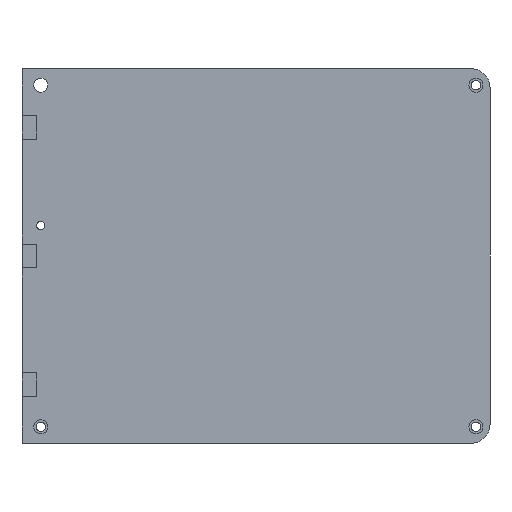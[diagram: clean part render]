
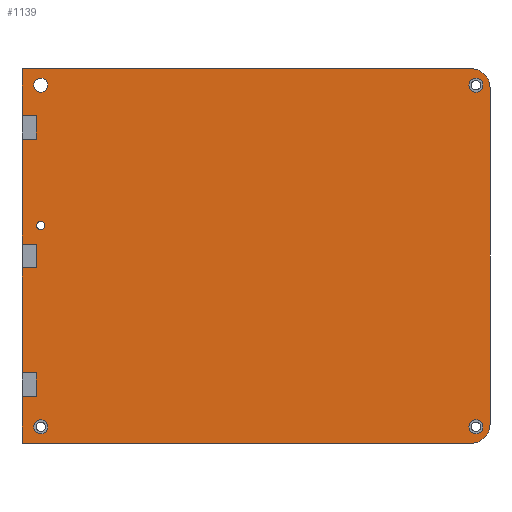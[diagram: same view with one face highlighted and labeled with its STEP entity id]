
A CAD part, front view. The second image highlights one B-rep face of the part: STEP entity #1139.
In plain terms, the highlighted planar face has unit normal (0, -1, 0).
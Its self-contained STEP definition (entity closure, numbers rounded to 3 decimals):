
#134=CARTESIAN_POINT('',(-77.,5.,33.));
#135=DIRECTION('',(0.,1.,0.));
#136=DIRECTION('',(1.,0.,0.));
#137=AXIS2_PLACEMENT_3D('',#134,#135,#136);
#139=CARTESIAN_POINT('',(-77.,5.,33.));
#140=DIRECTION('',(0.,1.,0.));
#141=DIRECTION('',(-1.,0.,0.));
#142=AXIS2_PLACEMENT_3D('',#139,#140,#141);
#144=DIRECTION('',(0.,0.,1.));
#145=VECTOR('',#144,10.2);
#146=CARTESIAN_POINT('',(-79.,5.,69.9));
#147=LINE('',#146,#145);
#148=DIRECTION('',(0.,0.,1.));
#149=VECTOR('',#148,19.9);
#150=CARTESIAN_POINT('',(-85.,5.,80.1));
#151=LINE('',#150,#149);
#152=DIRECTION('',(1.,0.,0.));
#153=VECTOR('',#152,192.);
#154=CARTESIAN_POINT('',(-85.,5.,100.));
#155=LINE('',#154,#153);
#156=CARTESIAN_POINT('',(107.,5.,92.));
#157=DIRECTION('',(0.,-1.,0.));
#158=DIRECTION('',(1.,0.,0.));
#159=AXIS2_PLACEMENT_3D('',#156,#157,#158);
#161=DIRECTION('',(0.,0.,-1.));
#162=VECTOR('',#161,144.);
#163=CARTESIAN_POINT('',(115.,5.,92.));
#164=LINE('',#163,#162);
#165=CARTESIAN_POINT('',(107.,5.,-52.));
#166=DIRECTION('',(0.,-1.,0.));
#167=DIRECTION('',(0.,0.,-1.));
#168=AXIS2_PLACEMENT_3D('',#165,#166,#167);
#170=DIRECTION('',(-1.,0.,0.));
#171=VECTOR('',#170,192.);
#172=CARTESIAN_POINT('',(107.,5.,-60.));
#173=LINE('',#172,#171);
#174=DIRECTION('',(0.,0.,1.));
#175=VECTOR('',#174,19.9);
#176=CARTESIAN_POINT('',(-85.,5.,-60.));
#177=LINE('',#176,#175);
#178=DIRECTION('',(1.,0.,0.));
#179=VECTOR('',#178,6.);
#180=CARTESIAN_POINT('',(-85.,5.,-40.1));
#181=LINE('',#180,#179);
#182=DIRECTION('',(0.,0.,-1.));
#183=VECTOR('',#182,10.2);
#184=CARTESIAN_POINT('',(-79.,5.,-29.9));
#185=LINE('',#184,#183);
#186=DIRECTION('',(1.,0.,0.));
#187=VECTOR('',#186,6.);
#188=CARTESIAN_POINT('',(-85.,5.,-29.9));
#189=LINE('',#188,#187);
#190=DIRECTION('',(0.,0.,1.));
#191=VECTOR('',#190,44.8);
#192=CARTESIAN_POINT('',(-85.,5.,-29.9));
#193=LINE('',#192,#191);
#194=DIRECTION('',(1.,0.,0.));
#195=VECTOR('',#194,6.);
#196=CARTESIAN_POINT('',(-85.,5.,14.9));
#197=LINE('',#196,#195);
#198=DIRECTION('',(0.,0.,1.));
#199=VECTOR('',#198,10.2);
#200=CARTESIAN_POINT('',(-79.,5.,14.9));
#201=LINE('',#200,#199);
#202=DIRECTION('',(1.,0.,0.));
#203=VECTOR('',#202,6.);
#204=CARTESIAN_POINT('',(-85.,5.,25.1));
#205=LINE('',#204,#203);
#206=DIRECTION('',(0.,0.,1.));
#207=VECTOR('',#206,44.8);
#208=CARTESIAN_POINT('',(-85.,5.,25.1));
#209=LINE('',#208,#207);
#210=CARTESIAN_POINT('',(-77.,5.,-53.));
#211=DIRECTION('',(0.,-1.,0.));
#212=DIRECTION('',(0.,0.,1.));
#213=AXIS2_PLACEMENT_3D('',#210,#211,#212);
#215=CARTESIAN_POINT('',(-77.,5.,-53.));
#216=DIRECTION('',(0.,-1.,0.));
#217=DIRECTION('',(0.,0.,-1.));
#218=AXIS2_PLACEMENT_3D('',#215,#216,#217);
#220=CARTESIAN_POINT('',(109.,5.,-53.));
#221=DIRECTION('',(0.,-1.,0.));
#222=DIRECTION('',(0.,0.,1.));
#223=AXIS2_PLACEMENT_3D('',#220,#221,#222);
#225=CARTESIAN_POINT('',(109.,5.,-53.));
#226=DIRECTION('',(0.,-1.,0.));
#227=DIRECTION('',(0.,0.,-1.));
#228=AXIS2_PLACEMENT_3D('',#225,#226,#227);
#230=CARTESIAN_POINT('',(109.,5.,93.));
#231=DIRECTION('',(0.,-1.,0.));
#232=DIRECTION('',(0.,0.,1.));
#233=AXIS2_PLACEMENT_3D('',#230,#231,#232);
#235=CARTESIAN_POINT('',(109.,5.,93.));
#236=DIRECTION('',(0.,-1.,0.));
#237=DIRECTION('',(0.,0.,-1.));
#238=AXIS2_PLACEMENT_3D('',#235,#236,#237);
#240=CARTESIAN_POINT('',(-77.,5.,93.));
#241=DIRECTION('',(0.,-1.,0.));
#242=DIRECTION('',(0.,0.,1.));
#243=AXIS2_PLACEMENT_3D('',#240,#241,#242);
#245=CARTESIAN_POINT('',(-77.,5.,93.));
#246=DIRECTION('',(0.,-1.,0.));
#247=DIRECTION('',(0.,0.,-1.));
#248=AXIS2_PLACEMENT_3D('',#245,#246,#247);
#314=DIRECTION('',(1.,0.,0.));
#315=VECTOR('',#314,6.);
#316=CARTESIAN_POINT('',(-85.,5.,80.1));
#317=LINE('',#316,#315);
#326=DIRECTION('',(-1.,0.,0.));
#327=VECTOR('',#326,6.);
#328=CARTESIAN_POINT('',(-79.,5.,69.9));
#329=LINE('',#328,#327);
#697=CARTESIAN_POINT('',(-79.,5.,14.9));
#698=CARTESIAN_POINT('',(-79.,5.,25.1));
#699=VERTEX_POINT('',#697);
#700=VERTEX_POINT('',#698);
#701=CARTESIAN_POINT('',(-79.,5.,-29.9));
#702=CARTESIAN_POINT('',(-79.,5.,-40.1));
#703=VERTEX_POINT('',#701);
#704=VERTEX_POINT('',#702);
#705=CARTESIAN_POINT('',(-85.,5.,25.1));
#706=VERTEX_POINT('',#705);
#707=CARTESIAN_POINT('',(-85.,5.,14.9));
#708=VERTEX_POINT('',#707);
#709=CARTESIAN_POINT('',(-85.,5.,-29.9));
#710=VERTEX_POINT('',#709);
#711=CARTESIAN_POINT('',(-85.,5.,-40.1));
#712=VERTEX_POINT('',#711);
#713=CARTESIAN_POINT('',(-85.,5.,-60.));
#714=VERTEX_POINT('',#713);
#715=CARTESIAN_POINT('',(-85.,5.,69.9));
#716=VERTEX_POINT('',#715);
#717=CARTESIAN_POINT('',(-85.,5.,80.1));
#718=CARTESIAN_POINT('',(-85.,5.,100.));
#719=VERTEX_POINT('',#717);
#720=VERTEX_POINT('',#718);
#721=CARTESIAN_POINT('',(-75.2,5.,33.));
#722=CARTESIAN_POINT('',(-78.8,5.,33.));
#723=VERTEX_POINT('',#721);
#724=VERTEX_POINT('',#722);
#725=CARTESIAN_POINT('',(115.,5.,92.));
#726=CARTESIAN_POINT('',(107.,5.,100.));
#727=VERTEX_POINT('',#725);
#728=VERTEX_POINT('',#726);
#729=CARTESIAN_POINT('',(107.,5.,-60.));
#730=CARTESIAN_POINT('',(115.,5.,-52.));
#731=VERTEX_POINT('',#729);
#732=VERTEX_POINT('',#730);
#733=CARTESIAN_POINT('',(-79.,5.,69.9));
#734=CARTESIAN_POINT('',(-79.,5.,80.1));
#735=VERTEX_POINT('',#733);
#736=VERTEX_POINT('',#734);
#881=CARTESIAN_POINT('',(-77.,5.,-50.));
#882=CARTESIAN_POINT('',(-77.,5.,-56.));
#883=VERTEX_POINT('',#881);
#884=VERTEX_POINT('',#882);
#885=CARTESIAN_POINT('',(109.,5.,-50.));
#886=CARTESIAN_POINT('',(109.,5.,-56.));
#887=VERTEX_POINT('',#885);
#888=VERTEX_POINT('',#886);
#889=CARTESIAN_POINT('',(109.,5.,96.));
#890=CARTESIAN_POINT('',(109.,5.,90.));
#891=VERTEX_POINT('',#889);
#892=VERTEX_POINT('',#890);
#893=CARTESIAN_POINT('',(-77.,5.,96.));
#894=CARTESIAN_POINT('',(-77.,5.,90.));
#895=VERTEX_POINT('',#893);
#896=VERTEX_POINT('',#894);
#1073=CARTESIAN_POINT('',(0.,5.,0.));
#1074=DIRECTION('',(0.,-1.,0.));
#1075=DIRECTION('',(-1.,0.,0.));
#1076=AXIS2_PLACEMENT_3D('',#1073,#1074,#1075);
#1077=PLANE('',#1076);
#1079=ORIENTED_EDGE('',*,*,#1078,.T.);
#1081=ORIENTED_EDGE('',*,*,#1080,.F.);
#1082=ORIENTED_EDGE('',*,*,#941,.T.);
#1083=ORIENTED_EDGE('',*,*,#924,.T.);
#1085=ORIENTED_EDGE('',*,*,#1084,.F.);
#1087=ORIENTED_EDGE('',*,*,#1086,.T.);
#1089=ORIENTED_EDGE('',*,*,#1088,.F.);
#1091=ORIENTED_EDGE('',*,*,#1090,.T.);
#1092=ORIENTED_EDGE('',*,*,#965,.T.);
#1094=ORIENTED_EDGE('',*,*,#1093,.T.);
#1096=ORIENTED_EDGE('',*,*,#1095,.F.);
#1098=ORIENTED_EDGE('',*,*,#1097,.F.);
#1099=ORIENTED_EDGE('',*,*,#957,.T.);
#1101=ORIENTED_EDGE('',*,*,#1100,.T.);
#1103=ORIENTED_EDGE('',*,*,#1102,.T.);
#1105=ORIENTED_EDGE('',*,*,#1104,.F.);
#1106=ORIENTED_EDGE('',*,*,#949,.T.);
#1108=ORIENTED_EDGE('',*,*,#1107,.F.);
#1109=EDGE_LOOP('',(#1079,#1081,#1082,#1083,#1085,#1087,#1089,#1091,#1092,#1094,
#1096,#1098,#1099,#1101,#1103,#1105,#1106,#1108));
#1110=FACE_OUTER_BOUND('',#1109,.F.);
#1111=ORIENTED_EDGE('',*,*,#1053,.F.);
#1112=ORIENTED_EDGE('',*,*,#1067,.F.);
#1113=EDGE_LOOP('',(#1111,#1112));
#1114=FACE_BOUND('',#1113,.F.);
#1116=ORIENTED_EDGE('',*,*,#1115,.T.);
#1118=ORIENTED_EDGE('',*,*,#1117,.T.);
#1119=EDGE_LOOP('',(#1116,#1118));
#1120=FACE_BOUND('',#1119,.F.);
#1122=ORIENTED_EDGE('',*,*,#1121,.T.);
#1124=ORIENTED_EDGE('',*,*,#1123,.T.);
#1125=EDGE_LOOP('',(#1122,#1124));
#1126=FACE_BOUND('',#1125,.F.);
#1128=ORIENTED_EDGE('',*,*,#1127,.T.);
#1130=ORIENTED_EDGE('',*,*,#1129,.T.);
#1131=EDGE_LOOP('',(#1128,#1130));
#1132=FACE_BOUND('',#1131,.F.);
#1134=ORIENTED_EDGE('',*,*,#1133,.T.);
#1136=ORIENTED_EDGE('',*,*,#1135,.T.);
#1137=EDGE_LOOP('',(#1134,#1136));
#1138=FACE_BOUND('',#1137,.F.);
#1139=ADVANCED_FACE('',(#1110,#1114,#1120,#1126,#1132,#1138),#1077,.T.);
#138=CIRCLE('',#137,1.8);
#143=CIRCLE('',#142,1.8);
#160=CIRCLE('',#159,8.);
#169=CIRCLE('',#168,8.);
#214=CIRCLE('',#213,3.);
#219=CIRCLE('',#218,3.);
#224=CIRCLE('',#223,3.);
#229=CIRCLE('',#228,3.);
#234=CIRCLE('',#233,3.);
#239=CIRCLE('',#238,3.);
#244=CIRCLE('',#243,3.);
#249=CIRCLE('',#248,3.);
#924=EDGE_CURVE('',#720,#728,#155,.T.);
#941=EDGE_CURVE('',#719,#720,#151,.T.);
#949=EDGE_CURVE('',#706,#716,#209,.T.);
#957=EDGE_CURVE('',#710,#708,#193,.T.);
#965=EDGE_CURVE('',#714,#712,#177,.T.);
#1053=EDGE_CURVE('',#723,#724,#138,.T.);
#1067=EDGE_CURVE('',#724,#723,#143,.T.);
#1078=EDGE_CURVE('',#735,#736,#147,.T.);
#1080=EDGE_CURVE('',#719,#736,#317,.T.);
#1084=EDGE_CURVE('',#727,#728,#160,.T.);
#1086=EDGE_CURVE('',#727,#732,#164,.T.);
#1088=EDGE_CURVE('',#731,#732,#169,.T.);
#1090=EDGE_CURVE('',#731,#714,#173,.T.);
#1093=EDGE_CURVE('',#712,#704,#181,.T.);
#1095=EDGE_CURVE('',#703,#704,#185,.T.);
#1097=EDGE_CURVE('',#710,#703,#189,.T.);
#1100=EDGE_CURVE('',#708,#699,#197,.T.);
#1102=EDGE_CURVE('',#699,#700,#201,.T.);
#1104=EDGE_CURVE('',#706,#700,#205,.T.);
#1107=EDGE_CURVE('',#735,#716,#329,.T.);
#1115=EDGE_CURVE('',#883,#884,#214,.T.);
#1117=EDGE_CURVE('',#884,#883,#219,.T.);
#1121=EDGE_CURVE('',#887,#888,#224,.T.);
#1123=EDGE_CURVE('',#888,#887,#229,.T.);
#1127=EDGE_CURVE('',#891,#892,#234,.T.);
#1129=EDGE_CURVE('',#892,#891,#239,.T.);
#1133=EDGE_CURVE('',#895,#896,#244,.T.);
#1135=EDGE_CURVE('',#896,#895,#249,.T.);
